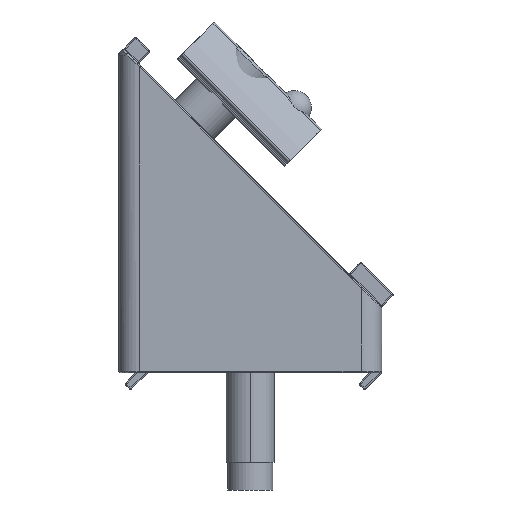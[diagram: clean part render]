
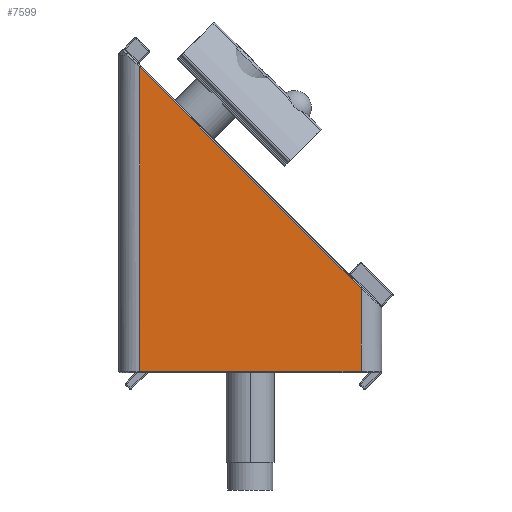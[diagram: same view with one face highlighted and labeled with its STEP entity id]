
A CAD part, left-side view. The second image highlights one B-rep face of the part: STEP entity #7599.
In plain terms, the highlighted planar face has unit normal (-1, 0, 0).
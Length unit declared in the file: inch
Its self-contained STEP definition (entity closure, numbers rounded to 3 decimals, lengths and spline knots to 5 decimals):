
#509 = LINE ( 'NONE', #11832, #14134 ) ;
#675 = CARTESIAN_POINT ( 'NONE',  ( -0.75, -0.63189, 1.87402 ) ) ;
#760 = LINE ( 'NONE', #675, #2651 ) ;
#1313 = VERTEX_POINT ( 'NONE', #17170 ) ;
#2257 = VERTEX_POINT ( 'NONE', #3844 ) ;
#2538 = EDGE_CURVE ( 'NONE', #1313, #5185, #760, .T. ) ;
#2568 = FACE_OUTER_BOUND ( 'NONE', #8984, .T. ) ;
#2651 = VECTOR ( 'NONE', #14443, 39.37008 ) ;
#3205 = ORIENTED_EDGE ( 'NONE', *, *, #2538, .F. ) ;
#3574 = ORIENTED_EDGE ( 'NONE', *, *, #4289, .T. ) ;
#3844 = CARTESIAN_POINT ( 'NONE',  ( -0.75, 0.63189, 1.74477 ) ) ;
#4289 = EDGE_CURVE ( 'NONE', #2257, #7429, #509, .T. ) ;
#4295 = CARTESIAN_POINT ( 'NONE',  ( -0.75, -0.63189, 0.00787 ) ) ;
#4904 = CARTESIAN_POINT ( 'NONE',  ( -0.75, 0.63189, 0.00787 ) ) ;
#5185 = VERTEX_POINT ( 'NONE', #4295 ) ;
#5261 = PLANE ( 'NONE',  #12007 ) ;
#5698 = ORIENTED_EDGE ( 'NONE', *, *, #12275, .T. ) ;
#6363 = EDGE_CURVE ( 'NONE', #7429, #5185, #17709, .T. ) ;
#6946 = DIRECTION ( 'NONE',  ( 0., 0.707, 0.707 ) ) ;
#7429 = VERTEX_POINT ( 'NONE', #4904 ) ;
#7599 = ADVANCED_FACE ( 'NONE', ( #2568 ), #5261, .F. ) ;
#8271 = CARTESIAN_POINT ( 'NONE',  ( -0.75, 0.69651, 1.80939 ) ) ;
#8984 = EDGE_LOOP ( 'NONE', ( #3205, #5698, #3574, #14152 ) ) ;
#9413 = DIRECTION ( 'NONE',  ( 0., -1., 0. ) ) ;
#10294 = DIRECTION ( 'NONE',  ( 0., 0., -1. ) ) ;
#10566 = DIRECTION ( 'NONE',  ( 0., 1., 0. ) ) ;
#10748 = CARTESIAN_POINT ( 'NONE',  ( -0.75, 0.63189, 1.87402 ) ) ;
#11184 = LINE ( 'NONE', #8271, #17118 ) ;
#11832 = CARTESIAN_POINT ( 'NONE',  ( -0.75, 0.63189, 1.87402 ) ) ;
#12007 = AXIS2_PLACEMENT_3D ( 'NONE', #10748, #16243, #10566 ) ;
#12275 = EDGE_CURVE ( 'NONE', #1313, #2257, #11184, .T. ) ;
#12354 = VECTOR ( 'NONE', #9413, 39.37008 ) ;
#14134 = VECTOR ( 'NONE', #10294, 39.37008 ) ;
#14152 = ORIENTED_EDGE ( 'NONE', *, *, #6363, .T. ) ;
#14443 = DIRECTION ( 'NONE',  ( 0., 0., -1. ) ) ;
#16243 = DIRECTION ( 'NONE',  ( 1., 0., 0. ) ) ;
#16538 = CARTESIAN_POINT ( 'NONE',  ( -0.75, 0.63189, 0.00787 ) ) ;
#17118 = VECTOR ( 'NONE', #6946, 39.37008 ) ;
#17170 = CARTESIAN_POINT ( 'NONE',  ( -0.75, -0.63189, 0.48099 ) ) ;
#17709 = LINE ( 'NONE', #16538, #12354 ) ;
